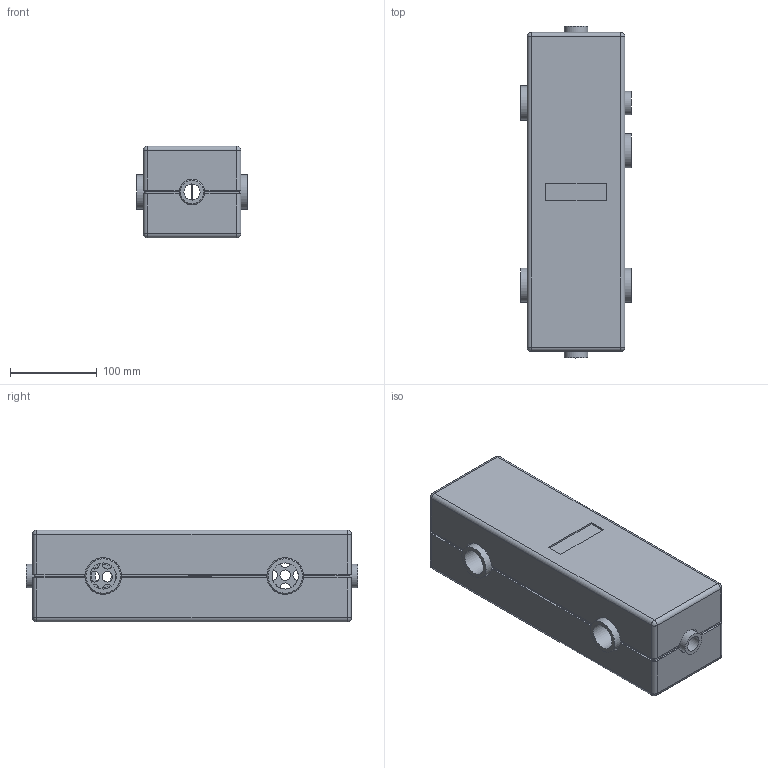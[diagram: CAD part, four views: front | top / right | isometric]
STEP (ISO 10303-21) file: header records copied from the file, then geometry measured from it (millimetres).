
FILE_DESCRIPTION(/* description */ (''),/* implementation_level */ '2;1');
FILE_NAME(/* name */ 'DIX.2.004.025.007_7.stp',/* time_stamp */ '2019-06-27T11:08:36+02:00',/* author */ ('F.Mueller'),/* organization */ (''),/* preprocessor_version */ 'ST-DEVELOPER v17',/* originating_system */ 'Autodesk Inventor 2019',/* authorisation */ '');
FILE_SCHEMA (('AUTOMOTIVE_DESIGN { 1 0 10303 214 3 1 1 }'));
Length unit declared in the file: millimetre
Products named in the file (10): Baugruppe4; DI.2.004.025.007_2; DI.2.004.025.007_3; d; d_1; d_2; Bauteil5; Bauteil4; Bauteil3; DI.2.008.025.004_7
Assembly tree (16 placements, depth 3):
  Baugruppe4
    DI.2.004.025.007_2
    DI.2.004.025.007_3
    d
      d_1
      d_2
      Bauteil3  x4
      Bauteil4  x3
      Bauteil5  x2
      DI.2.008.025.004_7  x2
Bounding box: 128 x 383 x 106 mm (x, y, z)
Volume: 3298889.2 mm3; surface area: 529736.6 mm2
Topology: 31 solids, 31 shells, 662 faces, 1624 edges, 1001 vertices
Faces by surface type: plane 313, cylinder 256, torus 40, cone 29, sphere 16, bspline 8
Full cylindrical faces by diameter (mm): 12 x36, 18.63 x3, 27 x9, 30.2 x4, 39.6 x12
Entity records: 18836 total; most frequent: CARTESIAN_POINT 3724, DIRECTION 3194, ORIENTED_EDGE 2978, EDGE_CURVE 1489, AXIS2_PLACEMENT_3D 1163, VERTEX_POINT 923, LINE 868, VECTOR 868
